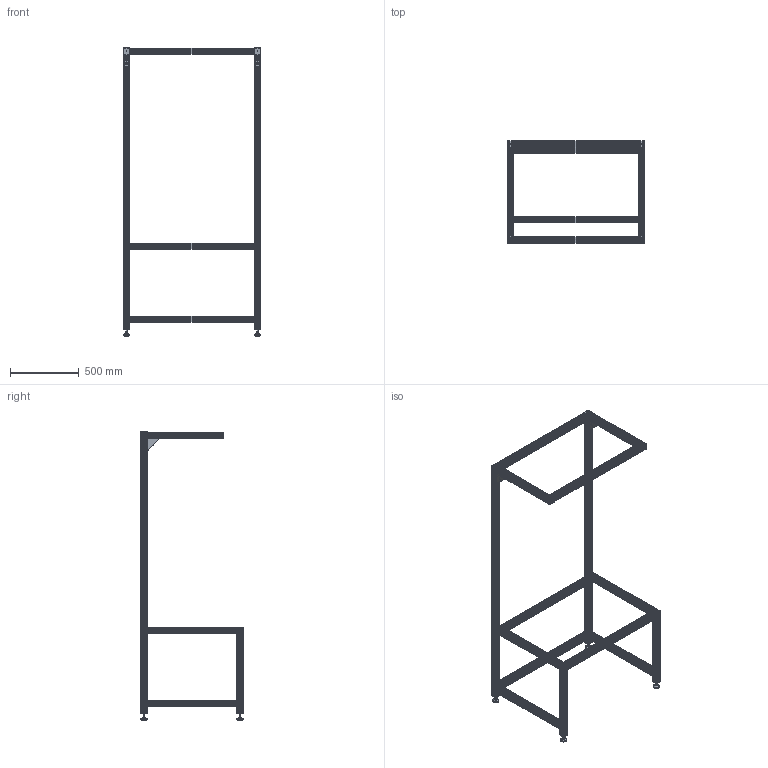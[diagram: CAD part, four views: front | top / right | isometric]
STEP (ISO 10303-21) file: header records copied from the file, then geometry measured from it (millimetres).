
FILE_DESCRIPTION(/* description */ ('1000x700x2100mm'),/* implementation_level */ '2;1');
FILE_NAME(/* name */ '320112-1S.step',/* time_stamp */ '2021-09-06T10:44:45+02:00',/* author */ ('Tobi'),/* organization */ (''),/* preprocessor_version */ 'ST-DEVELOPER v18.1',/* originating_system */ 'Autodesk Inventor 2021',/* authorisation */ '');
FILE_SCHEMA (('AUTOMOTIVE_DESIGN { 1 0 10303 214 3 1 1 }'));
Length unit declared in the file: millimetre
Products named in the file (17): 701906-040-01.005-00; 20-1033-0FZ.001; 20-1033-0FZ.001_1; leer; 21-2902-0FZ.000; leer_1; leer_2; leer_3; leer_4; 21-1397-12FZ.000; leer_5; 21-1351-2FZ.005; leer_6; 20-1033-0FZ.001_2; 22-1004-1FZ.001; 20-1033-0FZ.001_3; 20-1033-0FZ.001_4
Assembly tree (42 placements, depth 3):
  701906-040-01.005-00
    20-1033-0FZ.001  x2
    20-1033-0FZ.001_1  x2
    leer  x4
      21-2902-0FZ.000
      leer_1
      leer_2
      leer_3
    leer_4  x2
      21-1397-12FZ.000
      leer_5
      21-1351-2FZ.005
      leer_6
    20-1033-0FZ.001_2  x2
    22-1004-1FZ.001  x4
    20-1033-0FZ.001_3  x4
    20-1033-0FZ.001_4  x5
Bounding box: 1000 x 745 x 2103 mm (x, y, z)
Volume: 10435213.9 mm3; surface area: 7421291.8 mm2
Topology: 61 solids, 61 shells, 2798 faces, 7878 edges, 5234 vertices
Faces by surface type: plane 1506, cylinder 1170, cone 64, torus 34, bspline 16, sphere 8
Full cylindrical faces by diameter (mm): 5 x4, 5.5 x4, 8 x16, 8.376 x4, 8.4 x8, 10 x4, 12 x4, 13 x8, 15 x8, 16 x8, 37 x8, 45 x4
Entity records: 30466 total; most frequent: CARTESIAN_POINT 5436, DIRECTION 5057, ORIENTED_EDGE 4984, EDGE_CURVE 2492, AXIS2_PLACEMENT_3D 1708, VERTEX_POINT 1659, LINE 1641, VECTOR 1641
